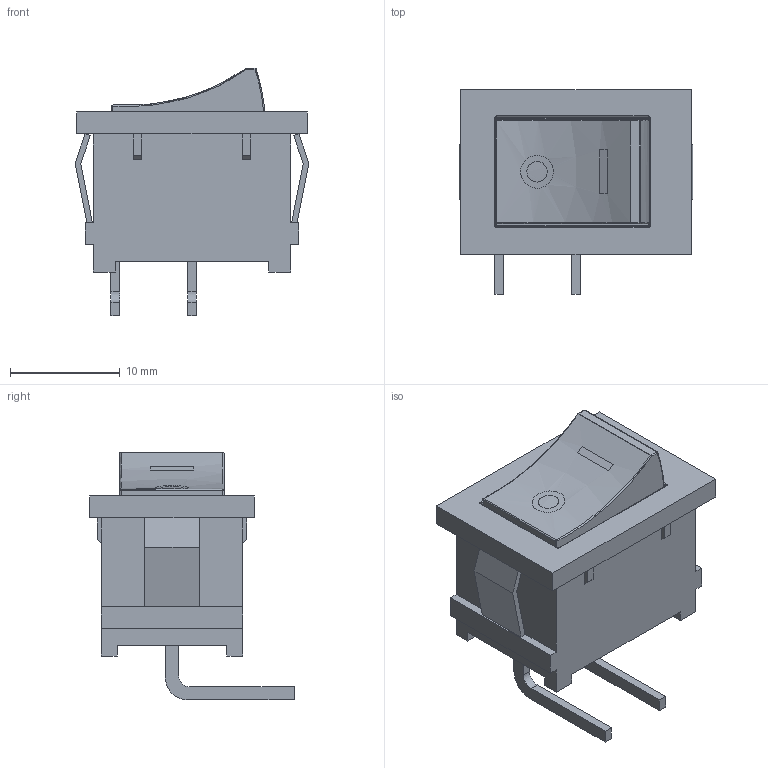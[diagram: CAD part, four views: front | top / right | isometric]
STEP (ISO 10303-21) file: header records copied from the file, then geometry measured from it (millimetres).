
FILE_DESCRIPTION (( 'STEP AP214' ), '1' );
FILE_NAME ('RA1H1C112R.STEP', '2024-07-27T10:10:43', ( '' ), ( '' ), 'SwSTEP 2.0', 'SolidWorks 2022', '' );
FILE_SCHEMA (( 'AUTOMOTIVE_DESIGN' ));
Length unit declared in the file: millimetre
Products named in the file (1): RA1H1C112R
Bounding box: 21.33 x 18.65 x 22.6 mm (x, y, z)
Volume: 3671.9 mm3; surface area: 2310.3 mm2
Topology: 4 solids, 4 shells, 144 faces, 360 edges, 219 vertices
Faces by surface type: plane 88, cylinder 25, sphere 15, bspline 14, torus 2
Entity records: 4621 total; most frequent: CARTESIAN_POINT 1054, ORIENTED_EDGE 688, DIRECTION 646, EDGE_CURVE 344, VECTOR 256, LINE 256, VERTEX_POINT 215, AXIS2_PLACEMENT_3D 195
